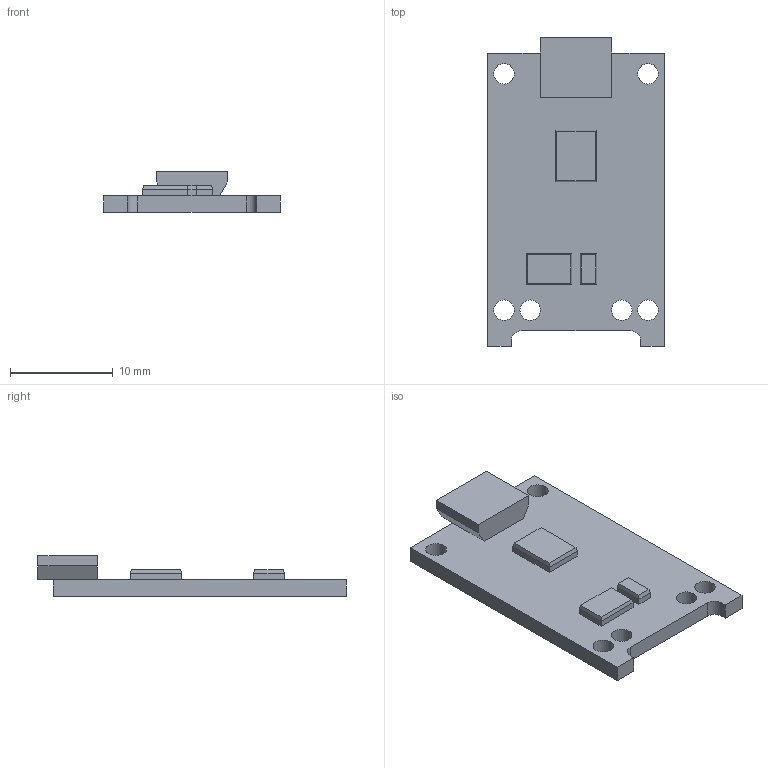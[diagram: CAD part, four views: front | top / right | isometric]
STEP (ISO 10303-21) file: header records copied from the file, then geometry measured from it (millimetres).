
FILE_DESCRIPTION(('FreeCAD Model'),'2;1');
FILE_NAME('Open CASCADE Shape Model','2023-04-03T09:38:03',('Author'),( ''),'Open CASCADE STEP processor 7.6','FreeCAD','Unknown');
FILE_SCHEMA(('AUTOMOTIVE_DESIGN { 1 0 10303 214 1 1 1 1 }'));
Length unit declared in the file: millimetre
Products named in the file (1): Body
Bounding box: 17.2 x 30 x 3.95 mm (x, y, z)
Volume: 849.7 mm3; surface area: 1238.7 mm2
Topology: 1 solids, 1 shells, 53 faces, 130 edges, 82 vertices
Faces by surface type: plane 45, cylinder 8
Full cylindrical faces by diameter (mm): 2 x6
Entity records: 3640 total; most frequent: CARTESIAN_POINT 526, DIRECTION 514, LINE 358, VECTOR 358, ORIENTED_EDGE 260, PCURVE 260, DEFINITIONAL_REPRESENTATION 260, EDGE_CURVE 130
